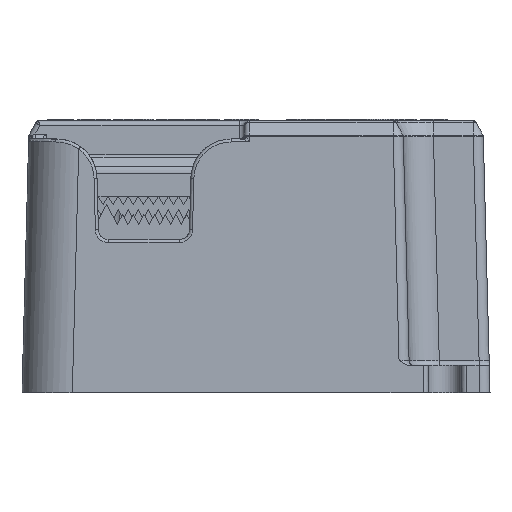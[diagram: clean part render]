
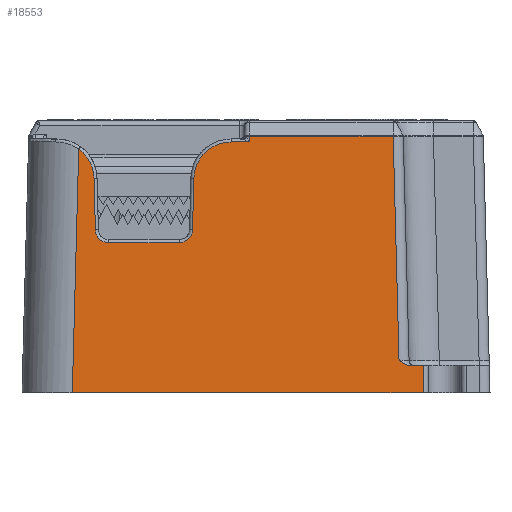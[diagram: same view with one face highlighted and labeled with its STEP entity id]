
A CAD part, left-side view. The second image highlights one B-rep face of the part: STEP entity #18553.
In plain terms, the highlighted planar face has unit normal (-1, 0, 0.026).
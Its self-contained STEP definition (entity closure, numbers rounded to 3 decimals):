
#16=CARTESIAN_POINT('',(-50.25,18.252,0.));
#4545=DIRECTION('',(0.,1.,0.));
#4546=VECTOR('',#4545,1.824);
#4547=CARTESIAN_POINT('',(-49.598,0.652,
24.908));
#4548=LINE('',#4547,#4546);
#4587=DIRECTION('',(-0.026,0.007,-1.));
#4588=VECTOR('',#4587,0.542);
#4589=CARTESIAN_POINT('',(-49.584,0.649,
25.449));
#4590=LINE('',#4589,#4588);
#4601=DIRECTION('',(-0.026,-0.026,-0.999));
#4602=VECTOR('',#4601,22.278);
#4603=CARTESIAN_POINT('',(-49.584,-13.628,
25.449));
#4604=LINE('',#4603,#4602);
#4605=CARTESIAN_POINT('',(-50.167,-14.211,
3.187));
#4606=CARTESIAN_POINT('',(-50.168,-14.285,
3.135));
#4607=CARTESIAN_POINT('',(-50.171,-14.427,
3.035));
#4608=CARTESIAN_POINT('',(-50.174,-14.627,
2.91));
#4609=CARTESIAN_POINT('',(-50.176,-14.818,
2.813));
#4610=CARTESIAN_POINT('',(-50.178,-14.998,
2.746));
#4611=CARTESIAN_POINT('',(-50.179,-15.168,
2.708));
#4612=CARTESIAN_POINT('',(-50.179,-15.269,
2.7));
#4613=CARTESIAN_POINT('',(-50.179,-15.318,
2.7));
#4615=DIRECTION('',(0.,-1.,0.));
#4616=VECTOR('',#4615,1.282);
#4617=CARTESIAN_POINT('',(-50.179,-15.318,
2.7));
#4618=LINE('',#4617,#4616);
#4619=DIRECTION('',(0.,1.,0.));
#4620=VECTOR('',#4619,34.852);
#4621=CARTESIAN_POINT('',(-50.25,-16.6,0.));
#4622=LINE('',#4621,#4620);
#4623=DIRECTION('',(0.026,-0.026,0.999));
#4624=VECTOR('',#4623,24.218);
#4625=CARTESIAN_POINT('',(-50.25,18.252,
0.));
#4626=LINE('',#4625,#4624);
#4627=CARTESIAN_POINT('',(-49.695,19.794,21.208));
#4628=DIRECTION('',(1.,0.,-0.026));
#4629=DIRECTION('',(0.021,-0.588,0.809));
#4630=AXIS2_PLACEMENT_3D('',#4627,#4628,#4629);
#4632=DIRECTION('',(-0.026,-0.026,-0.999));
#4633=VECTOR('',#4632,5.134);
#4634=CARTESIAN_POINT('',(-49.692,16.094,21.305));
#4635=LINE('',#4634,#4633);
#4636=CARTESIAN_POINT('',(-49.826,15.96,16.174));
#4637=CARTESIAN_POINT('',(-49.83,15.956,16.035));
#4638=CARTESIAN_POINT('',(-49.837,15.907,15.774));
#4639=CARTESIAN_POINT('',(-49.846,15.716,15.414));
#4640=CARTESIAN_POINT('',(-49.854,15.426,15.132));
#4641=CARTESIAN_POINT('',(-49.859,15.061,14.95));
#4642=CARTESIAN_POINT('',(-49.86,14.799,14.908));
#4643=CARTESIAN_POINT('',(-49.86,14.66,14.908));
#4645=CARTESIAN_POINT('',(-49.86,7.608,14.908));
#4646=CARTESIAN_POINT('',(-49.86,7.47,14.908));
#4647=CARTESIAN_POINT('',(-49.859,7.207,14.95));
#4648=CARTESIAN_POINT('',(-49.854,6.842,15.132));
#4649=CARTESIAN_POINT('',(-49.846,6.553,15.414));
#4650=CARTESIAN_POINT('',(-49.837,6.361,15.774));
#4651=CARTESIAN_POINT('',(-49.83,6.313,16.035));
#4652=CARTESIAN_POINT('',(-49.826,6.309,16.174));
#4654=DIRECTION('',(0.026,-0.026,0.999));
#4655=VECTOR('',#4654,5.134);
#4656=CARTESIAN_POINT('',(-49.826,6.309,16.174));
#4657=LINE('',#4656,#4655);
#4658=CARTESIAN_POINT('',(-49.695,2.475,21.209));
#4659=DIRECTION('',(1.,0.,-0.026));
#4660=DIRECTION('',(0.001,1.,0.026));
#4661=AXIS2_PLACEMENT_3D('',#4658,#4659,#4660);
#4681=DIRECTION('',(0.,1.,0.));
#4682=VECTOR('',#4681,14.277);
#4683=CARTESIAN_POINT('',(-49.584,-13.628,
25.449));
#4684=LINE('',#4683,#4682);
#4953=DIRECTION('',(0.026,0.,1.));
#4954=VECTOR('',#4953,2.701);
#4955=CARTESIAN_POINT('',(-50.25,-16.6,0.));
#4956=LINE('',#4955,#4954);
#4957=CARTESIAN_POINT('',(-50.179,-15.318,
2.7));
#5011=CARTESIAN_POINT('',(-50.179,-16.6,
2.7));
#5026=CARTESIAN_POINT('',(-50.167,-14.211,
3.187));
#5756=DIRECTION('',(0.,1.,0.));
#5757=VECTOR('',#5756,7.052);
#5758=CARTESIAN_POINT('',(-49.86,7.608,14.908));
#5759=LINE('',#5758,#5757);
#10033=VERTEX_POINT('',#16);
#10034=CARTESIAN_POINT('',(-50.25,-16.6,0.));
#10035=VERTEX_POINT('',#10034);
#11621=VERTEX_POINT('',#4957);
#11644=VERTEX_POINT('',#5011);
#11660=VERTEX_POINT('',#5026);
#11661=CARTESIAN_POINT('',(-49.584,-13.628,
25.449));
#11662=VERTEX_POINT('',#11661);
#11664=CARTESIAN_POINT('',(-49.584,0.649,
25.449));
#11665=CARTESIAN_POINT('',(-49.598,0.652,
24.908));
#11666=VERTEX_POINT('',#11664);
#11667=VERTEX_POINT('',#11665);
#11668=CARTESIAN_POINT('',(-49.616,17.618,
24.201));
#11669=VERTEX_POINT('',#11668);
#11670=CARTESIAN_POINT('',(-49.692,16.094,
21.305));
#11671=VERTEX_POINT('',#11670);
#11672=CARTESIAN_POINT('',(-49.826,15.96,
16.174));
#11673=VERTEX_POINT('',#11672);
#11674=VERTEX_POINT('',#4643);
#11675=CARTESIAN_POINT('',(-49.86,7.608,
14.908));
#11676=VERTEX_POINT('',#11675);
#11677=VERTEX_POINT('',#4652);
#11678=CARTESIAN_POINT('',(-49.692,6.175,
21.304));
#11679=VERTEX_POINT('',#11678);
#11680=CARTESIAN_POINT('',(-49.598,2.476,
24.908));
#11681=VERTEX_POINT('',#11680);
#18517=CARTESIAN_POINT('',(-50.25,25.712,0.));
#18518=DIRECTION('',(-1.,0.,0.026));
#18519=DIRECTION('',(0.,1.,0.));
#18520=AXIS2_PLACEMENT_3D('',#18517,#18518,#18519);
#18521=PLANE('',#18520);
#18522=ORIENTED_EDGE('',*,*,#18509,.F.);
#18524=ORIENTED_EDGE('',*,*,#18523,.F.);
#18526=ORIENTED_EDGE('',*,*,#18525,.T.);
#18528=ORIENTED_EDGE('',*,*,#18527,.T.);
#18530=ORIENTED_EDGE('',*,*,#18529,.T.);
#18532=ORIENTED_EDGE('',*,*,#18531,.F.);
#18533=ORIENTED_EDGE('',*,*,#12392,.T.);
#18535=ORIENTED_EDGE('',*,*,#18534,.T.);
#18537=ORIENTED_EDGE('',*,*,#18536,.T.);
#18539=ORIENTED_EDGE('',*,*,#18538,.T.);
#18541=ORIENTED_EDGE('',*,*,#18540,.T.);
#18543=ORIENTED_EDGE('',*,*,#18542,.F.);
#18545=ORIENTED_EDGE('',*,*,#18544,.T.);
#18547=ORIENTED_EDGE('',*,*,#18546,.T.);
#18549=ORIENTED_EDGE('',*,*,#18548,.T.);
#18550=ORIENTED_EDGE('',*,*,#18340,.F.);
#18551=EDGE_LOOP('',(#18522,#18524,#18526,#18528,#18530,#18532,#18533,#18535,
#18537,#18539,#18541,#18543,#18545,#18547,#18549,#18550));
#18552=FACE_OUTER_BOUND('',#18551,.F.);
#18553=ADVANCED_FACE('',(#18552),#18521,.T.);
#4614=B_SPLINE_CURVE_WITH_KNOTS('',3,(#4605,#4606,#4607,#4608,#4609,#4610,#4611,
#4612,#4613),.UNSPECIFIED.,.F.,.F.,(4,1,1,1,1,1,4),(0.,0.167,
0.333,0.5,0.667,0.833,1.),
.UNSPECIFIED.);
#4631=CIRCLE('',#4630,3.702);
#4644=B_SPLINE_CURVE_WITH_KNOTS('',3,(#4636,#4637,#4638,#4639,#4640,#4641,#4642,
#4643),.UNSPECIFIED.,.F.,.F.,(4,1,1,1,1,4),(0.,0.2,0.4,0.6,0.8,1.),
.UNSPECIFIED.);
#4653=B_SPLINE_CURVE_WITH_KNOTS('',3,(#4645,#4646,#4647,#4648,#4649,#4650,#4651,
#4652),.UNSPECIFIED.,.F.,.F.,(4,1,1,1,1,4),(0.,0.2,0.4,0.6,0.8,1.),
.UNSPECIFIED.);
#4662=CIRCLE('',#4661,3.701);
#12392=EDGE_CURVE('',#10035,#10033,#4622,.T.);
#18340=EDGE_CURVE('',#11667,#11681,#4548,.T.);
#18509=EDGE_CURVE('',#11666,#11667,#4590,.T.);
#18523=EDGE_CURVE('',#11662,#11666,#4684,.T.);
#18525=EDGE_CURVE('',#11662,#11660,#4604,.T.);
#18527=EDGE_CURVE('',#11660,#11621,#4614,.T.);
#18529=EDGE_CURVE('',#11621,#11644,#4618,.T.);
#18531=EDGE_CURVE('',#10035,#11644,#4956,.T.);
#18534=EDGE_CURVE('',#10033,#11669,#4626,.T.);
#18536=EDGE_CURVE('',#11669,#11671,#4631,.T.);
#18538=EDGE_CURVE('',#11671,#11673,#4635,.T.);
#18540=EDGE_CURVE('',#11673,#11674,#4644,.T.);
#18542=EDGE_CURVE('',#11676,#11674,#5759,.T.);
#18544=EDGE_CURVE('',#11676,#11677,#4653,.T.);
#18546=EDGE_CURVE('',#11677,#11679,#4657,.T.);
#18548=EDGE_CURVE('',#11679,#11681,#4662,.T.);
